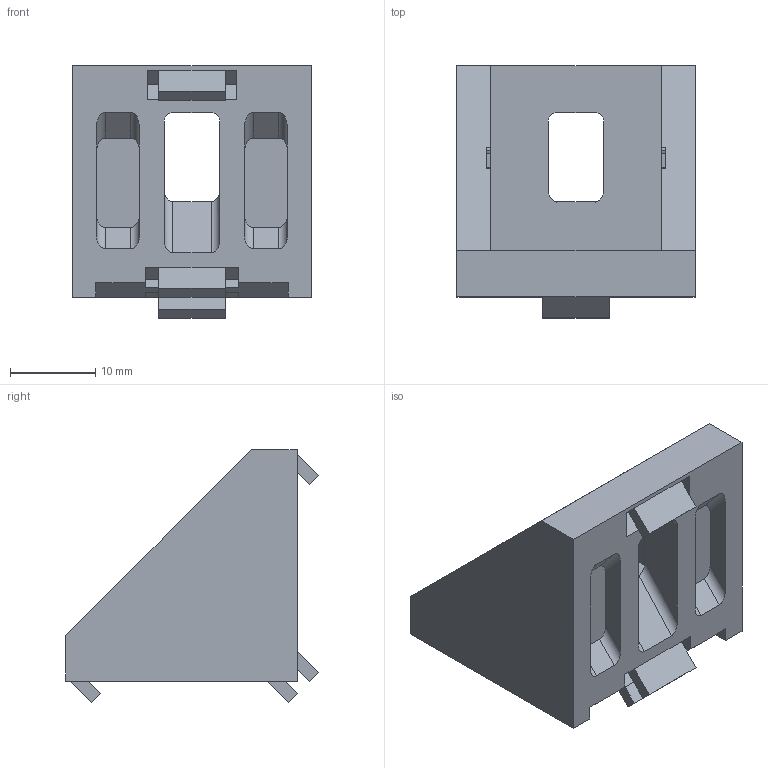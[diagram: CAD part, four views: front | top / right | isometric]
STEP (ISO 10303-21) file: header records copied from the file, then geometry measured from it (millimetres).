
FILE_DESCRIPTION (( 'STEP AP214' ), '1' );
FILE_NAME ('AL-310.0200A.03.STEP', '2019-10-22T07:15:05', ( '' ), ( '' ), 'SwSTEP 2.0', 'SolidWorks 2018', '' );
FILE_SCHEMA (( 'AUTOMOTIVE_DESIGN' ));
Length unit declared in the file: millimetre
Products named in the file (1): AL-310.0200A.03
Bounding box: 28 x 29.67 x 29.67 mm (x, y, z)
Surface area: 5054.6 mm2 (no closed solid volume)
Topology: 0 solids, 1 shells, 113 faces, 321 edges, 210 vertices
Faces by surface type: plane 79, cylinder 34
Entity records: 4897 total; most frequent: CARTESIAN_POINT 849, ORIENTED_EDGE 618, DIRECTION 509, EDGE_CURVE 321, VECTOR 225, LINE 225, VERTEX_POINT 210, AXIS2_PLACEMENT_3D 142
